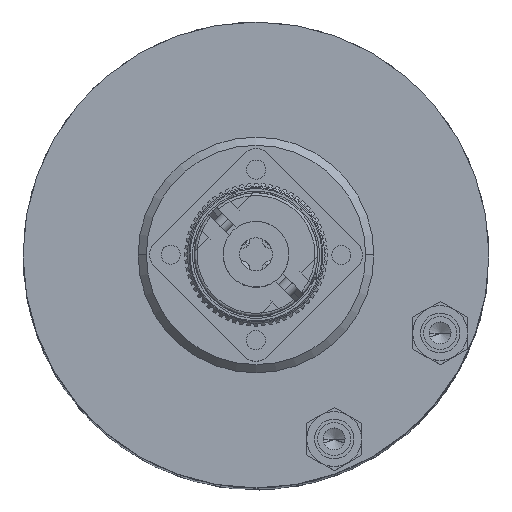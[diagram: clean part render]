
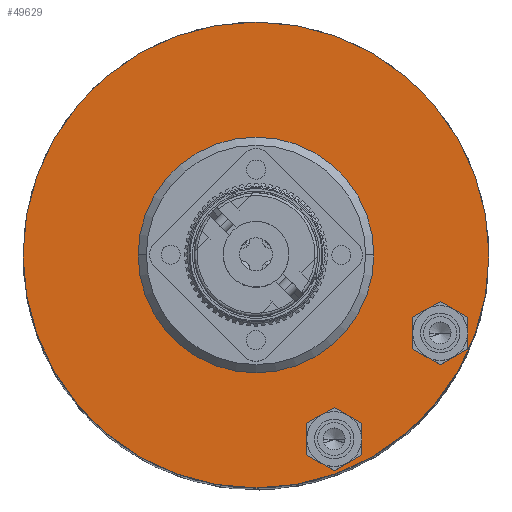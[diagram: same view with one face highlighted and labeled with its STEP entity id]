
A CAD part, top view. The second image highlights one B-rep face of the part: STEP entity #49629.
In plain terms, the highlighted face is planar.
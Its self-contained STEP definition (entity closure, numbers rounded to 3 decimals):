
#790 = ORIENTED_EDGE ( 'NONE', *, *, #51432, .F. ) ;
#2824 = CARTESIAN_POINT ( 'NONE',  ( 1.5, 0., 42.5 ) ) ;
#3974 = AXIS2_PLACEMENT_3D ( 'NONE', #87271, #70675, #29225 ) ;
#6777 = FACE_BOUND ( 'NONE', #9680, .T. ) ;
#6992 = CARTESIAN_POINT ( 'NONE',  ( 1.5, -33.598, 10.862 ) ) ;
#7369 = CARTESIAN_POINT ( 'NONE',  ( 1.5, 0., 0. ) ) ;
#7972 = FACE_OUTER_BOUND ( 'NONE', #26023, .T. ) ;
#9234 = ORIENTED_EDGE ( 'NONE', *, *, #87449, .F. ) ;
#9427 = AXIS2_PLACEMENT_3D ( 'NONE', #7369, #54864, #31105 ) ;
#9680 = EDGE_LOOP ( 'NONE', ( #83347, #9234 ) ) ;
#10329 = CIRCLE ( 'NONE', #53311, 3.4 ) ;
#11513 = PLANE ( 'NONE',  #40333 ) ;
#12988 = DIRECTION ( 'NONE',  ( 0., 0., 1. ) ) ;
#13796 = CARTESIAN_POINT ( 'NONE',  ( 1.5, 0., 0. ) ) ;
#14135 = DIRECTION ( 'NONE',  ( 0., 0., 1. ) ) ;
#17457 = CIRCLE ( 'NONE', #9427, 42.5 ) ;
#17592 = VERTEX_POINT ( 'NONE', #29355 ) ;
#17857 = CIRCLE ( 'NONE', #71084, 3.4 ) ;
#19829 = VERTEX_POINT ( 'NONE', #6992 ) ;
#20669 = CARTESIAN_POINT ( 'NONE',  ( 1.5, -14.262, 36.998 ) ) ;
#26023 = EDGE_LOOP ( 'NONE', ( #83346, #54019 ) ) ;
#26655 = CARTESIAN_POINT ( 'NONE',  ( 1.5, -14.262, 33.598 ) ) ;
#27325 = DIRECTION ( 'NONE',  ( -1., 0., 0. ) ) ;
#27575 = CARTESIAN_POINT ( 'NONE',  ( 1.5, 0., -21.5 ) ) ;
#27681 = FACE_BOUND ( 'NONE', #57980, .T. ) ;
#29225 = DIRECTION ( 'NONE',  ( 0., 0., 1. ) ) ;
#29355 = CARTESIAN_POINT ( 'NONE',  ( 1.5, 0., 21.5 ) ) ;
#31105 = DIRECTION ( 'NONE',  ( 0., 0., 1. ) ) ;
#32829 = EDGE_CURVE ( 'NONE', #59224, #100666, #102011, .T. ) ;
#40333 = AXIS2_PLACEMENT_3D ( 'NONE', #66656, #27325, #75273 ) ;
#45073 = DIRECTION ( 'NONE',  ( -1., 0., 0. ) ) ;
#45744 = DIRECTION ( 'NONE',  ( 0., 0., 1. ) ) ;
#46200 = ORIENTED_EDGE ( 'NONE', *, *, #65636, .F. ) ;
#47438 = VERTEX_POINT ( 'NONE', #53036 ) ;
#48844 = CARTESIAN_POINT ( 'NONE',  ( 1.5, -33.598, 17.662 ) ) ;
#49629 = ADVANCED_FACE ( 'NONE', ( #6777, #88251, #27681, #7972 ), #11513, .T. ) ;
#51096 = DIRECTION ( 'NONE',  ( 0., 0., 1. ) ) ;
#51310 = EDGE_CURVE ( 'NONE', #100666, #59224, #17457, .T. ) ;
#51432 = EDGE_CURVE ( 'NONE', #63031, #47438, #69268, .T. ) ;
#52635 = CARTESIAN_POINT ( 'NONE',  ( 1.5, -14.262, 33.598 ) ) ;
#52980 = DIRECTION ( 'NONE',  ( 0., 0., 1. ) ) ;
#53036 = CARTESIAN_POINT ( 'NONE',  ( 1.5, -14.262, 30.198 ) ) ;
#53311 = AXIS2_PLACEMENT_3D ( 'NONE', #53982, #77120, #45744 ) ;
#53982 = CARTESIAN_POINT ( 'NONE',  ( 1.5, -33.598, 14.262 ) ) ;
#54019 = ORIENTED_EDGE ( 'NONE', *, *, #51310, .T. ) ;
#54864 = DIRECTION ( 'NONE',  ( -1., 0., 0. ) ) ;
#56453 = DIRECTION ( 'NONE',  ( 0., 0., 1. ) ) ;
#57980 = EDGE_LOOP ( 'NONE', ( #790, #46200 ) ) ;
#59224 = VERTEX_POINT ( 'NONE', #2824 ) ;
#59415 = EDGE_CURVE ( 'NONE', #19829, #82628, #84268, .T. ) ;
#60212 = DIRECTION ( 'NONE',  ( -1., 0., 0. ) ) ;
#60273 = AXIS2_PLACEMENT_3D ( 'NONE', #26655, #74270, #51096 ) ;
#63031 = VERTEX_POINT ( 'NONE', #20669 ) ;
#63386 = DIRECTION ( 'NONE',  ( -1., 0., 0. ) ) ;
#65636 = EDGE_CURVE ( 'NONE', #47438, #63031, #17857, .T. ) ;
#66656 = CARTESIAN_POINT ( 'NONE',  ( 1.5, 17.5, 0. ) ) ;
#68287 = DIRECTION ( 'NONE',  ( -1., 0., 0. ) ) ;
#68496 = EDGE_LOOP ( 'NONE', ( #79137, #76932 ) ) ;
#69268 = CIRCLE ( 'NONE', #60273, 3.4 ) ;
#70675 = DIRECTION ( 'NONE',  ( -1., 0., 0. ) ) ;
#71015 = CARTESIAN_POINT ( 'NONE',  ( 1.5, 0., 0. ) ) ;
#71084 = AXIS2_PLACEMENT_3D ( 'NONE', #52635, #45073, #52980 ) ;
#74270 = DIRECTION ( 'NONE',  ( -1., 0., 0. ) ) ;
#75273 = DIRECTION ( 'NONE',  ( 0., 0., 1. ) ) ;
#75742 = EDGE_CURVE ( 'NONE', #96160, #17592, #79879, .T. ) ;
#76932 = ORIENTED_EDGE ( 'NONE', *, *, #59415, .F. ) ;
#77120 = DIRECTION ( 'NONE',  ( -1., 0., 0. ) ) ;
#79137 = ORIENTED_EDGE ( 'NONE', *, *, #90754, .F. ) ;
#79879 = CIRCLE ( 'NONE', #83218, 21.5 ) ;
#80644 = CARTESIAN_POINT ( 'NONE',  ( 1.5, 0., -42.5 ) ) ;
#82287 = AXIS2_PLACEMENT_3D ( 'NONE', #13796, #68287, #14135 ) ;
#82628 = VERTEX_POINT ( 'NONE', #48844 ) ;
#83218 = AXIS2_PLACEMENT_3D ( 'NONE', #71015, #63386, #56453 ) ;
#83346 = ORIENTED_EDGE ( 'NONE', *, *, #32829, .T. ) ;
#83347 = ORIENTED_EDGE ( 'NONE', *, *, #75742, .F. ) ;
#84268 = CIRCLE ( 'NONE', #3974, 3.4 ) ;
#87271 = CARTESIAN_POINT ( 'NONE',  ( 1.5, -33.598, 14.262 ) ) ;
#87449 = EDGE_CURVE ( 'NONE', #17592, #96160, #92422, .T. ) ;
#88251 = FACE_BOUND ( 'NONE', #68496, .T. ) ;
#90754 = EDGE_CURVE ( 'NONE', #82628, #19829, #10329, .T. ) ;
#92422 = CIRCLE ( 'NONE', #82287, 21.5 ) ;
#96160 = VERTEX_POINT ( 'NONE', #27575 ) ;
#99661 = CARTESIAN_POINT ( 'NONE',  ( 1.5, 0., 0. ) ) ;
#100666 = VERTEX_POINT ( 'NONE', #80644 ) ;
#101438 = AXIS2_PLACEMENT_3D ( 'NONE', #99661, #60212, #12988 ) ;
#102011 = CIRCLE ( 'NONE', #101438, 42.5 ) ;
